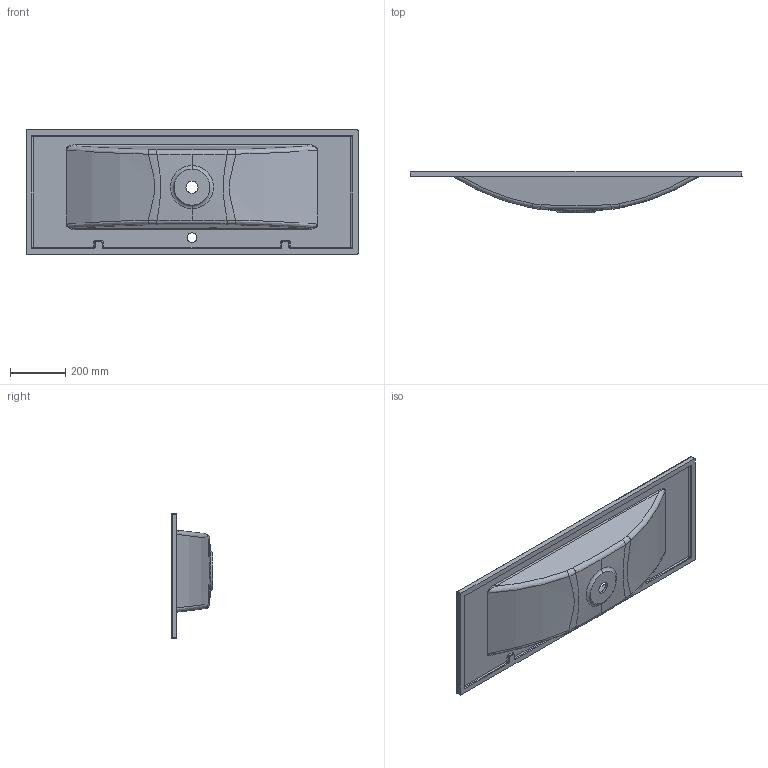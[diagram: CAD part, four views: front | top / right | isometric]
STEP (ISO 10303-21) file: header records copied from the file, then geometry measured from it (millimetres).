
FILE_DESCRIPTION (( 'STEP AP203' ), '1' );
FILE_NAME ('6229211211.step', '2020-12-18T12:34:19', ( 'admin' ), ( '' ), 'SwSTEP 2.0', 'SolidWorks 2019', '' );
FILE_SCHEMA (( 'CONFIG_CONTROL_DESIGN' ));
Length unit declared in the file: millimetre
Products named in the file (1): 6229211211
Bounding box: 1200 x 150 x 450 mm (x, y, z)
Volume: 9516079.4 mm3; surface area: 1452825.3 mm2
Topology: 1 solids, 1 shells, 132 faces, 312 edges, 174 vertices
Faces by surface type: cylinder 50, bspline 36, plane 24, sphere 10, torus 6, cone 6
Entity records: 5945 total; most frequent: CARTESIAN_POINT 3201, ORIENTED_EDGE 604, DIRECTION 506, EDGE_CURVE 302, AXIS2_PLACEMENT_3D 199, VERTEX_POINT 174, EDGE_LOOP 140, FACE_OUTER_BOUND 132
